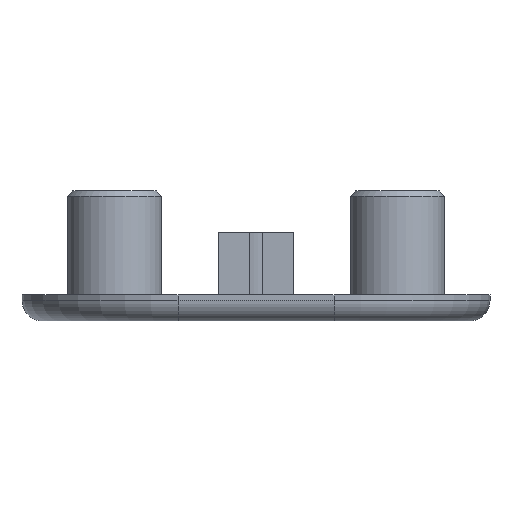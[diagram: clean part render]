
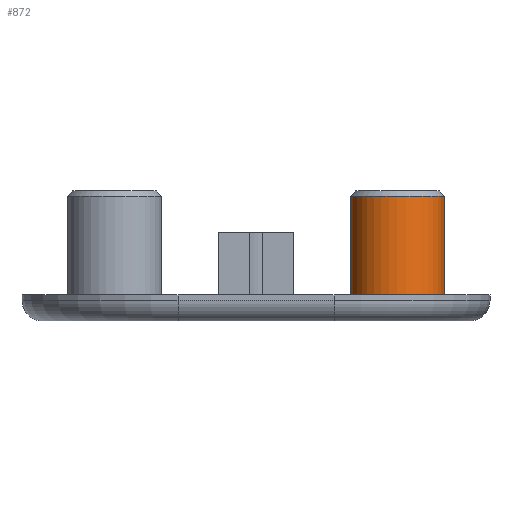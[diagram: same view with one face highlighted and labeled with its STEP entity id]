
A CAD part, front view. The second image highlights one B-rep face of the part: STEP entity #872.
In plain terms, the highlighted cylindrical face has radius 4.5 mm (diameter 9 mm), a partial arc.
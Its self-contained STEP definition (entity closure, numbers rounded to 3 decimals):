
#76 = VECTOR ( 'NONE', #1212, 1000. ) ;
#90 = VECTOR ( 'NONE', #1201, 1000. ) ;
#186 = AXIS2_PLACEMENT_3D ( 'NONE', #594, #600, #591 ) ;
#219 = AXIS2_PLACEMENT_3D ( 'NONE', #2392, #2393, #2394 ) ;
#222 = CIRCLE ( 'NONE', #219, 4.5 ) ;
#309 = AXIS2_PLACEMENT_3D ( 'NONE', #1447, #1446, #1445 ) ;
#319 = CIRCLE ( 'NONE', #309, 4.5 ) ;
#591 = DIRECTION ( 'NONE',  ( -1., 0., 0. ) ) ;
#593 = CYLINDRICAL_SURFACE ( 'NONE', #186, 4.5 ) ;
#594 = CARTESIAN_POINT ( 'NONE',  ( 13.6, -36.1, 12.5 ) ) ;
#597 = FACE_OUTER_BOUND ( 'NONE', #1606, .T. ) ;
#600 = DIRECTION ( 'NONE',  ( 0., 0., -1. ) ) ;
#813 = EDGE_CURVE ( 'NONE', #1780, #1779, #319, .T. ) ;
#872 = ADVANCED_FACE ( 'NONE', ( #597 ), #593, .T. ) ;
#982 = CARTESIAN_POINT ( 'NONE',  ( 18.1, -36.1, 2.5 ) ) ;
#986 = CARTESIAN_POINT ( 'NONE',  ( 9.1, -36.1, 2.5 ) ) ;
#997 = CARTESIAN_POINT ( 'NONE',  ( 9.1, -36.1, 12. ) ) ;
#998 = CARTESIAN_POINT ( 'NONE',  ( 18.1, -36.1, 12. ) ) ;
#1182 = CARTESIAN_POINT ( 'NONE',  ( 18.1, -36.1, 12.5 ) ) ;
#1197 = LINE ( 'NONE', #1182, #90 ) ;
#1201 = DIRECTION ( 'NONE',  ( 0., 0., -1. ) ) ;
#1202 = LINE ( 'NONE', #1203, #76 ) ;
#1203 = CARTESIAN_POINT ( 'NONE',  ( 9.1, -36.1, 12.5 ) ) ;
#1212 = DIRECTION ( 'NONE',  ( 0., 0., -1. ) ) ;
#1445 = DIRECTION ( 'NONE',  ( 1., 0., 0. ) ) ;
#1446 = DIRECTION ( 'NONE',  ( 0., 0., -1. ) ) ;
#1447 = CARTESIAN_POINT ( 'NONE',  ( 13.6, -36.1, 12. ) ) ;
#1606 = EDGE_LOOP ( 'NONE', ( #2145, #2146, #2147, #2148 ) ) ;
#1764 = VERTEX_POINT ( 'NONE', #982 ) ;
#1768 = VERTEX_POINT ( 'NONE', #986 ) ;
#1779 = VERTEX_POINT ( 'NONE', #997 ) ;
#1780 = VERTEX_POINT ( 'NONE', #998 ) ;
#2145 = ORIENTED_EDGE ( 'NONE', *, *, #2232, .F. ) ;
#2146 = ORIENTED_EDGE ( 'NONE', *, *, #813, .T. ) ;
#2147 = ORIENTED_EDGE ( 'NONE', *, *, #2236, .T. ) ;
#2148 = ORIENTED_EDGE ( 'NONE', *, *, #2324, .T. ) ;
#2232 = EDGE_CURVE ( 'NONE', #1780, #1764, #1197, .T. ) ;
#2236 = EDGE_CURVE ( 'NONE', #1779, #1768, #1202, .T. ) ;
#2324 = EDGE_CURVE ( 'NONE', #1768, #1764, #222, .T. ) ;
#2392 = CARTESIAN_POINT ( 'NONE',  ( 13.6, -36.1, 2.5 ) ) ;
#2393 = DIRECTION ( 'NONE',  ( 0., 0., 1. ) ) ;
#2394 = DIRECTION ( 'NONE',  ( 1., 0., 0. ) ) ;
